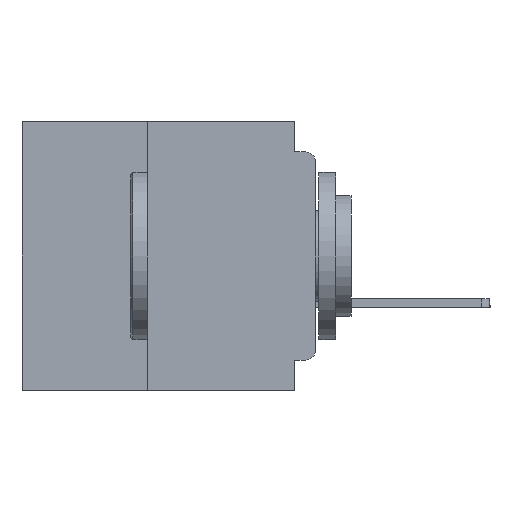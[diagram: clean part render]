
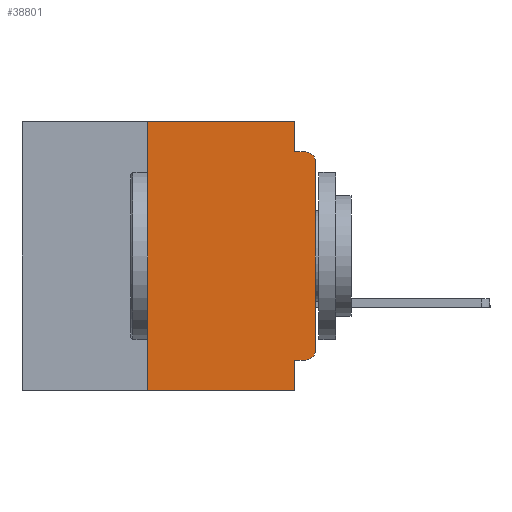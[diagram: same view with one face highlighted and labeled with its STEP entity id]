
A CAD part, left-side view. The second image highlights one B-rep face of the part: STEP entity #38801.
In plain terms, the highlighted planar face has unit normal (-1, 0, 0).
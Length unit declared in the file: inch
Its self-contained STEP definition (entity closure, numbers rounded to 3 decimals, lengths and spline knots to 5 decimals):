
#121 = VERTEX_POINT ( 'NONE', #10304 ) ;
#725 = CARTESIAN_POINT ( 'NONE',  ( 0., 0.031, -0.4 ) ) ;
#1469 = FACE_OUTER_BOUND ( 'NONE', #27136, .T. ) ;
#2199 = VERTEX_POINT ( 'NONE', #59060 ) ;
#3186 = DIRECTION ( 'NONE',  ( 0., -1., 0. ) ) ;
#3508 = VECTOR ( 'NONE', #16888, 39.37008 ) ;
#3840 = VERTEX_POINT ( 'NONE', #725 ) ;
#4468 = ORIENTED_EDGE ( 'NONE', *, *, #18893, .F. ) ;
#5314 = CARTESIAN_POINT ( 'NONE',  ( 0., 0.015, -0.045 ) ) ;
#6728 = LINE ( 'NONE', #12682, #56159 ) ;
#6961 = ORIENTED_EDGE ( 'NONE', *, *, #47919, .F. ) ;
#7416 = DIRECTION ( 'NONE',  ( 0., 0., 1. ) ) ;
#7948 = LINE ( 'NONE', #11871, #19180 ) ;
#9288 = ORIENTED_EDGE ( 'NONE', *, *, #43912, .F. ) ;
#10177 = DIRECTION ( 'NONE',  ( -1., 0., 0. ) ) ;
#10304 = CARTESIAN_POINT ( 'NONE',  ( 0., 0.015, -0.355 ) ) ;
#11367 = LINE ( 'NONE', #39255, #60726 ) ;
#11871 = CARTESIAN_POINT ( 'NONE',  ( 0., 0.031, 0. ) ) ;
#12434 = ORIENTED_EDGE ( 'NONE', *, *, #15485, .T. ) ;
#12682 = CARTESIAN_POINT ( 'NONE',  ( 0., 0., -0.355 ) ) ;
#13313 = CIRCLE ( 'NONE', #15784, 0.015 ) ;
#14540 = DIRECTION ( 'NONE',  ( -1., 0., 0. ) ) ;
#15434 = ORIENTED_EDGE ( 'NONE', *, *, #16160, .F. ) ;
#15485 = EDGE_CURVE ( 'NONE', #47975, #55082, #20250, .T. ) ;
#15784 = AXIS2_PLACEMENT_3D ( 'NONE', #43128, #14540, #47964 ) ;
#16160 = EDGE_CURVE ( 'NONE', #25104, #43560, #20989, .T. ) ;
#16515 = PLANE ( 'NONE',  #40389 ) ;
#16888 = DIRECTION ( 'NONE',  ( 0., -1., 0. ) ) ;
#18893 = EDGE_CURVE ( 'NONE', #61839, #60463, #40783, .T. ) ;
#19180 = VECTOR ( 'NONE', #59688, 39.37008 ) ;
#19424 = ORIENTED_EDGE ( 'NONE', *, *, #32521, .F. ) ;
#20250 = LINE ( 'NONE', #40846, #31472 ) ;
#20989 = LINE ( 'NONE', #60470, #53190 ) ;
#21544 = EDGE_CURVE ( 'NONE', #61839, #3840, #11367, .T. ) ;
#24747 = EDGE_CURVE ( 'NONE', #2199, #25104, #7948, .T. ) ;
#25104 = VERTEX_POINT ( 'NONE', #48184 ) ;
#27136 = EDGE_LOOP ( 'NONE', ( #12434, #61246, #15434, #40645, #19424, #4468, #51026, #6961, #9288, #42928 ) ) ;
#30428 = LINE ( 'NONE', #50344, #3508 ) ;
#30911 = DIRECTION ( 'NONE',  ( 0., 0., -1. ) ) ;
#31472 = VECTOR ( 'NONE', #7416, 39.37008 ) ;
#32521 = EDGE_CURVE ( 'NONE', #60463, #2199, #30428, .T. ) ;
#33483 = DIRECTION ( 'NONE',  ( 0., 0., -1. ) ) ;
#35081 = CARTESIAN_POINT ( 'NONE',  ( 0., 0.25, -0.4 ) ) ;
#36311 = CARTESIAN_POINT ( 'NONE',  ( 0., 0., -0.06 ) ) ;
#38794 = CARTESIAN_POINT ( 'NONE',  ( 0., 0.015, -0.34 ) ) ;
#38801 = ADVANCED_FACE ( 'NONE', ( #1469 ), #16515, .F. ) ;
#38844 = CARTESIAN_POINT ( 'NONE',  ( 0., 0.25, 0. ) ) ;
#39255 = CARTESIAN_POINT ( 'NONE',  ( 0., 0.437, -0.4 ) ) ;
#39334 = VERTEX_POINT ( 'NONE', #44043 ) ;
#39543 = CARTESIAN_POINT ( 'NONE',  ( 0., 0., -0.34 ) ) ;
#39645 = VECTOR ( 'NONE', #33483, 39.37008 ) ;
#39747 = CIRCLE ( 'NONE', #48516, 0.015 ) ;
#40389 = AXIS2_PLACEMENT_3D ( 'NONE', #54792, #59559, #30911 ) ;
#40645 = ORIENTED_EDGE ( 'NONE', *, *, #24747, .F. ) ;
#40783 = LINE ( 'NONE', #45754, #55053 ) ;
#40846 = CARTESIAN_POINT ( 'NONE',  ( 0., 0., 0. ) ) ;
#41139 = LINE ( 'NONE', #57342, #39645 ) ;
#42928 = ORIENTED_EDGE ( 'NONE', *, *, #55711, .T. ) ;
#43128 = CARTESIAN_POINT ( 'NONE',  ( 0., 0.015, -0.06 ) ) ;
#43560 = VERTEX_POINT ( 'NONE', #5314 ) ;
#43597 = DIRECTION ( 'NONE',  ( 0., 0., -1. ) ) ;
#43912 = EDGE_CURVE ( 'NONE', #121, #39334, #6728, .T. ) ;
#44043 = CARTESIAN_POINT ( 'NONE',  ( 0., 0.031, -0.355 ) ) ;
#44077 = DIRECTION ( 'NONE',  ( 0., -1., 0. ) ) ;
#45754 = CARTESIAN_POINT ( 'NONE',  ( 0., 0.25, -0.4 ) ) ;
#47919 = EDGE_CURVE ( 'NONE', #39334, #3840, #41139, .T. ) ;
#47964 = DIRECTION ( 'NONE',  ( 0., 0., -1. ) ) ;
#47975 = VERTEX_POINT ( 'NONE', #39543 ) ;
#48184 = CARTESIAN_POINT ( 'NONE',  ( 0., 0.031, -0.045 ) ) ;
#48516 = AXIS2_PLACEMENT_3D ( 'NONE', #38794, #10177, #43597 ) ;
#50344 = CARTESIAN_POINT ( 'NONE',  ( 0., 0.437, 0. ) ) ;
#50581 = DIRECTION ( 'NONE',  ( 0., 0., 1. ) ) ;
#51026 = ORIENTED_EDGE ( 'NONE', *, *, #21544, .T. ) ;
#53190 = VECTOR ( 'NONE', #3186, 39.37008 ) ;
#54792 = CARTESIAN_POINT ( 'NONE',  ( 0., 0.437, 0. ) ) ;
#55053 = VECTOR ( 'NONE', #50581, 39.37008 ) ;
#55082 = VERTEX_POINT ( 'NONE', #36311 ) ;
#55711 = EDGE_CURVE ( 'NONE', #121, #47975, #39747, .T. ) ;
#56159 = VECTOR ( 'NONE', #60481, 39.37008 ) ;
#57342 = CARTESIAN_POINT ( 'NONE',  ( 0., 0.031, -0.4 ) ) ;
#59060 = CARTESIAN_POINT ( 'NONE',  ( 0., 0.031, 0. ) ) ;
#59559 = DIRECTION ( 'NONE',  ( 1., 0., 0. ) ) ;
#59688 = DIRECTION ( 'NONE',  ( 0., 0., -1. ) ) ;
#60463 = VERTEX_POINT ( 'NONE', #38844 ) ;
#60470 = CARTESIAN_POINT ( 'NONE',  ( 0., 0., -0.045 ) ) ;
#60481 = DIRECTION ( 'NONE',  ( 0., 1., 0. ) ) ;
#60726 = VECTOR ( 'NONE', #44077, 39.37008 ) ;
#61010 = EDGE_CURVE ( 'NONE', #55082, #43560, #13313, .T. ) ;
#61246 = ORIENTED_EDGE ( 'NONE', *, *, #61010, .T. ) ;
#61839 = VERTEX_POINT ( 'NONE', #35081 ) ;
